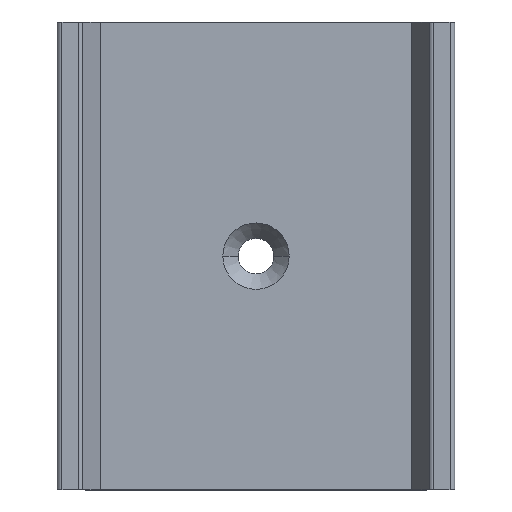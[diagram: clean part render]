
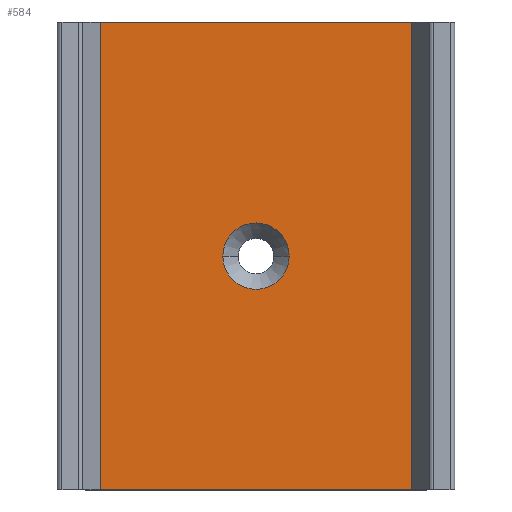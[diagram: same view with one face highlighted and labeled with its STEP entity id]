
A CAD part, top view. The second image highlights one B-rep face of the part: STEP entity #584.
In plain terms, the highlighted planar face has unit normal (0, 0, 1).
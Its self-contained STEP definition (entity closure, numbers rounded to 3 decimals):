
#38=DIRECTION('',(1.,0.,0.));
#39=VECTOR('',#38,33.5);
#40=CARTESIAN_POINT('',(-16.75,0.,5.));
#41=LINE('',#40,#39);
#97=DIRECTION('',(0.,1.,0.));
#98=VECTOR('',#97,50.);
#99=CARTESIAN_POINT('',(16.75,0.,5.));
#100=LINE('',#99,#98);
#106=CARTESIAN_POINT('',(0.,25.,5.));
#107=DIRECTION('',(0.,0.,1.));
#108=DIRECTION('',(1.,0.,0.));
#109=AXIS2_PLACEMENT_3D('',#106,#107,#108);
#111=CARTESIAN_POINT('',(0.,25.,5.));
#112=DIRECTION('',(0.,0.,1.));
#113=DIRECTION('',(-1.,0.,0.));
#114=AXIS2_PLACEMENT_3D('',#111,#112,#113);
#116=DIRECTION('',(0.,1.,0.));
#117=VECTOR('',#116,50.);
#118=CARTESIAN_POINT('',(-16.75,0.,5.));
#119=LINE('',#118,#117);
#262=DIRECTION('',(1.,0.,0.));
#263=VECTOR('',#262,33.5);
#264=CARTESIAN_POINT('',(-16.75,50.,5.));
#265=LINE('',#264,#263);
#368=CARTESIAN_POINT('',(-16.75,0.,5.));
#369=CARTESIAN_POINT('',(-16.75,50.,5.));
#370=VERTEX_POINT('',#368);
#371=VERTEX_POINT('',#369);
#380=CARTESIAN_POINT('',(16.75,0.,5.));
#381=CARTESIAN_POINT('',(16.75,50.,5.));
#382=VERTEX_POINT('',#380);
#383=VERTEX_POINT('',#381);
#420=CARTESIAN_POINT('',(3.55,25.,5.));
#421=CARTESIAN_POINT('',(-3.55,25.,5.));
#422=VERTEX_POINT('',#420);
#423=VERTEX_POINT('',#421);
#565=CARTESIAN_POINT('',(-18.75,0.,5.));
#566=DIRECTION('',(0.,0.,1.));
#567=DIRECTION('',(1.,0.,0.));
#568=AXIS2_PLACEMENT_3D('',#565,#566,#567);
#569=PLANE('',#568);
#571=ORIENTED_EDGE('',*,*,#570,.T.);
#573=ORIENTED_EDGE('',*,*,#572,.T.);
#574=ORIENTED_EDGE('',*,*,#558,.F.);
#575=ORIENTED_EDGE('',*,*,#465,.F.);
#576=EDGE_LOOP('',(#571,#573,#574,#575));
#577=FACE_OUTER_BOUND('',#576,.F.);
#579=ORIENTED_EDGE('',*,*,#578,.T.);
#581=ORIENTED_EDGE('',*,*,#580,.T.);
#582=EDGE_LOOP('',(#579,#581));
#583=FACE_BOUND('',#582,.F.);
#584=ADVANCED_FACE('',(#577,#583),#569,.T.);
#110=CIRCLE('',#109,3.55);
#115=CIRCLE('',#114,3.55);
#465=EDGE_CURVE('',#370,#382,#41,.T.);
#558=EDGE_CURVE('',#382,#383,#100,.T.);
#570=EDGE_CURVE('',#370,#371,#119,.T.);
#572=EDGE_CURVE('',#371,#383,#265,.T.);
#578=EDGE_CURVE('',#422,#423,#110,.T.);
#580=EDGE_CURVE('',#423,#422,#115,.T.);
